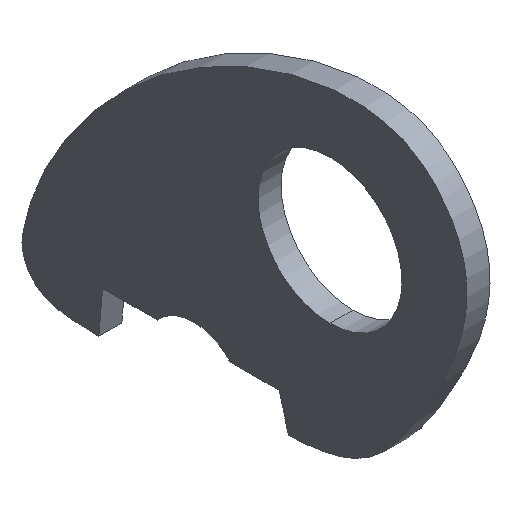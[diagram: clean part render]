
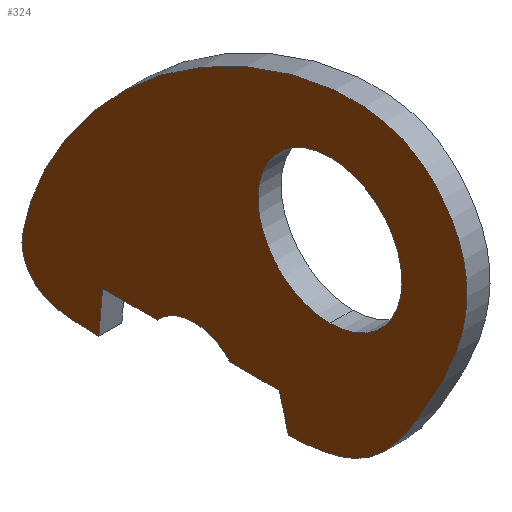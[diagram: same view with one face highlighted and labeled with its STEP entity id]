
A CAD part, isometric view. The second image highlights one B-rep face of the part: STEP entity #324.
In plain terms, the highlighted planar face has unit normal (-1, 0, 0).
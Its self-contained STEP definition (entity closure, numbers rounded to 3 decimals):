
#2 = CARTESIAN_POINT ( 'NONE',  ( -0.4, 0., 0. ) ) ;
#3 = AXIS2_PLACEMENT_3D ( 'NONE', #2, #442, #181 ) ;
#15 = FACE_BOUND ( 'NONE', #231, .T. ) ;
#17 = CIRCLE ( 'NONE', #236, 2.5 ) ;
#19 = VERTEX_POINT ( 'NONE', #229 ) ;
#20 = LINE ( 'NONE', #271, #333 ) ;
#22 = ORIENTED_EDGE ( 'NONE', *, *, #383, .F. ) ;
#29 = DIRECTION ( 'NONE',  ( 0., 0., -1. ) ) ;
#36 = EDGE_CURVE ( 'NONE', #223, #352, #17, .T. ) ;
#37 = CARTESIAN_POINT ( 'NONE',  ( -0.4, 1.443, -6.591 ) ) ;
#42 = CARTESIAN_POINT ( 'NONE',  ( -0.4, -4.695, -1.007 ) ) ;
#44 = EDGE_CURVE ( 'NONE', #150, #126, #387, .T. ) ;
#48 = AXIS2_PLACEMENT_3D ( 'NONE', #85, #264, #454 ) ;
#51 = DIRECTION ( 'NONE',  ( 0., 0., -1. ) ) ;
#52 = VERTEX_POINT ( 'NONE', #285 ) ;
#54 = ORIENTED_EDGE ( 'NONE', *, *, #377, .F. ) ;
#57 = ORIENTED_EDGE ( 'NONE', *, *, #36, .T. ) ;
#61 = DIRECTION ( 'NONE',  ( 0., 1., 0. ) ) ;
#66 = DIRECTION ( 'NONE',  ( 0., 1., 0. ) ) ;
#70 = CARTESIAN_POINT ( 'NONE',  ( -0.4, 10.683, -5.185 ) ) ;
#73 = CARTESIAN_POINT ( 'NONE',  ( -0.4, 1.762, -5.4 ) ) ;
#79 = DIRECTION ( 'NONE',  ( 0., 0., -1. ) ) ;
#80 = EDGE_CURVE ( 'NONE', #124, #380, #100, .T. ) ;
#85 = CARTESIAN_POINT ( 'NONE',  ( -0.4, -3.969, 3.122 ) ) ;
#92 = EDGE_LOOP ( 'NONE', ( #304, #54, #455, #336, #339, #147, #22, #389, #128 ) ) ;
#99 = LINE ( 'NONE', #171, #122 ) ;
#100 = LINE ( 'NONE', #102, #308 ) ;
#102 = CARTESIAN_POINT ( 'NONE',  ( -0.4, 3.462, -5.4 ) ) ;
#108 = CARTESIAN_POINT ( 'NONE',  ( -0.4, -2.057, -5.635 ) ) ;
#114 = DIRECTION ( 'NONE',  ( 0., 0.259, 0.966 ) ) ;
#117 = CARTESIAN_POINT ( 'NONE',  ( -0.4, 9.636, -6.759 ) ) ;
#122 = VECTOR ( 'NONE', #66, 1000. ) ;
#124 = VERTEX_POINT ( 'NONE', #404 ) ;
#126 = VERTEX_POINT ( 'NONE', #137 ) ;
#128 = ORIENTED_EDGE ( 'NONE', *, *, #246, .F. ) ;
#132 = DIRECTION ( 'NONE',  ( -1., 0., 0. ) ) ;
#136 = DIRECTION ( 'NONE',  ( 0., 0., -1. ) ) ;
#137 = CARTESIAN_POINT ( 'NONE',  ( -0.4, 6.001, -5.4 ) ) ;
#147 = ORIENTED_EDGE ( 'NONE', *, *, #44, .F. ) ;
#150 = VERTEX_POINT ( 'NONE', #169 ) ;
#161 = CARTESIAN_POINT ( 'NONE',  ( -0.4, 8.733, -6.902 ) ) ;
#169 = CARTESIAN_POINT ( 'NONE',  ( -0.4, 4.732, -4.831 ) ) ;
#171 = CARTESIAN_POINT ( 'NONE',  ( -0.4, 7.901, -5.4 ) ) ;
#177 = ORIENTED_EDGE ( 'NONE', *, *, #252, .T. ) ;
#179 = B_SPLINE_CURVE_WITH_KNOTS ( 'NONE', 3,
 ( #354, #161, #313, #117 ),
 .UNSPECIFIED., .F., .F.,
 ( 4, 4 ),
 ( 0.936, 1. ),
 .UNSPECIFIED. ) ;
#181 = DIRECTION ( 'NONE',  ( 0., 0., -1. ) ) ;
#188 = CARTESIAN_POINT ( 'NONE',  ( -0.4, 0., -2.5 ) ) ;
#198 = CARTESIAN_POINT ( 'NONE',  ( -0.4, 9.3, -5.4 ) ) ;
#209 = CARTESIAN_POINT ( 'NONE',  ( -0.4, 4.732, -6.531 ) ) ;
#211 = CARTESIAN_POINT ( 'NONE',  ( -0.4, 8.033, -6.91 ) ) ;
#212 = CARTESIAN_POINT ( 'NONE',  ( -0.4, 0., 0. ) ) ;
#217 = CARTESIAN_POINT ( 'NONE',  ( -0.4, -1.577, 5.559 ) ) ;
#223 = VERTEX_POINT ( 'NONE', #297 ) ;
#224 = CARTESIAN_POINT ( 'NONE',  ( -0.4, 3.462, -5.4 ) ) ;
#228 = CIRCLE ( 'NONE', #269, 1.7 ) ;
#229 = CARTESIAN_POINT ( 'NONE',  ( -0.4, 1.443, -6.591 ) ) ;
#230 = DIRECTION ( 'NONE',  ( -1., 0., 0. ) ) ;
#231 = EDGE_LOOP ( 'NONE', ( #57, #177 ) ) ;
#236 = AXIS2_PLACEMENT_3D ( 'NONE', #212, #370, #29 ) ;
#237 = EDGE_CURVE ( 'NONE', #52, #19, #470, .T. ) ;
#242 = AXIS2_PLACEMENT_3D ( 'NONE', #198, #461, #79 ) ;
#246 = EDGE_CURVE ( 'NONE', #19, #124, #259, .T. ) ;
#251 = VECTOR ( 'NONE', #114, 1000. ) ;
#252 = EDGE_CURVE ( 'NONE', #352, #223, #371, .T. ) ;
#259 = LINE ( 'NONE', #73, #251 ) ;
#264 = DIRECTION ( 'NONE',  ( -1., 0., 0. ) ) ;
#267 = CIRCLE ( 'NONE', #242, 1.4 ) ;
#269 = AXIS2_PLACEMENT_3D ( 'NONE', #305, #230, #51 ) ;
#271 = CARTESIAN_POINT ( 'NONE',  ( -0.4, 8.033, -6.91 ) ) ;
#274 = VERTEX_POINT ( 'NONE', #338 ) ;
#285 = CARTESIAN_POINT ( 'NONE',  ( -0.4, 10.683, -5.185 ) ) ;
#297 = CARTESIAN_POINT ( 'NONE',  ( -0.4, 0., 2.5 ) ) ;
#302 = AXIS2_PLACEMENT_3D ( 'NONE', #209, #132, #136 ) ;
#303 = CARTESIAN_POINT ( 'NONE',  ( -0.4, -5.359, 1.87 ) ) ;
#304 = ORIENTED_EDGE ( 'NONE', *, *, #237, .F. ) ;
#305 = CARTESIAN_POINT ( 'NONE',  ( -0.4, 4.732, -6.531 ) ) ;
#308 = VECTOR ( 'NONE', #61, 1000. ) ;
#313 = CARTESIAN_POINT ( 'NONE',  ( -0.4, 9.296, -6.858 ) ) ;
#314 = EDGE_CURVE ( 'NONE', #274, #452, #20, .T. ) ;
#324 = ADVANCED_FACE ( 'NONE', ( #394, #15 ), #390, .T. ) ;
#330 = CARTESIAN_POINT ( 'NONE',  ( -0.4, 6.707, 3.037 ) ) ;
#333 = VECTOR ( 'NONE', #343, 1000. ) ;
#336 = ORIENTED_EDGE ( 'NONE', *, *, #314, .F. ) ;
#338 = CARTESIAN_POINT ( 'NONE',  ( -0.4, 7.901, -5.4 ) ) ;
#339 = ORIENTED_EDGE ( 'NONE', *, *, #444, .F. ) ;
#343 = DIRECTION ( 'NONE',  ( 0., 0.087, -0.996 ) ) ;
#352 = VERTEX_POINT ( 'NONE', #188 ) ;
#354 = CARTESIAN_POINT ( 'NONE',  ( -0.4, 8.033, -6.91 ) ) ;
#366 = CARTESIAN_POINT ( 'NONE',  ( -0.4, 9.636, -6.759 ) ) ;
#368 = EDGE_CURVE ( 'NONE', #452, #447, #179, .T. ) ;
#370 = DIRECTION ( 'NONE',  ( 1., 0., 0. ) ) ;
#371 = CIRCLE ( 'NONE', #3, 2.5 ) ;
#372 = CARTESIAN_POINT ( 'NONE',  ( -0.4, 10.325, -2.876 ) ) ;
#377 = EDGE_CURVE ( 'NONE', #447, #52, #267, .T. ) ;
#380 = VERTEX_POINT ( 'NONE', #224 ) ;
#383 = EDGE_CURVE ( 'NONE', #380, #150, #228, .T. ) ;
#387 = CIRCLE ( 'NONE', #302, 1.7 ) ;
#389 = ORIENTED_EDGE ( 'NONE', *, *, #80, .F. ) ;
#390 = PLANE ( 'NONE',  #48 ) ;
#394 = FACE_OUTER_BOUND ( 'NONE', #92, .T. ) ;
#404 = CARTESIAN_POINT ( 'NONE',  ( -0.4, 1.762, -5.4 ) ) ;
#442 = DIRECTION ( 'NONE',  ( 1., 0., 0. ) ) ;
#444 = EDGE_CURVE ( 'NONE', #126, #274, #99, .T. ) ;
#447 = VERTEX_POINT ( 'NONE', #366 ) ;
#451 = CARTESIAN_POINT ( 'NONE',  ( -0.4, -0.939, -6.507 ) ) ;
#452 = VERTEX_POINT ( 'NONE', #211 ) ;
#454 = DIRECTION ( 'NONE',  ( 0., 0., 1. ) ) ;
#455 = ORIENTED_EDGE ( 'NONE', *, *, #368, .F. ) ;
#461 = DIRECTION ( 'NONE',  ( 1., 0., 0. ) ) ;
#470 = B_SPLINE_CURVE_WITH_KNOTS ( 'NONE', 3,
 ( #70, #372, #330, #217, #303, #42, #108, #451, #37 ),
 .UNSPECIFIED., .F., .F.,
 ( 4, 1, 1, 1, 1, 1, 4 ),
 ( 0., 0.18, 0.347, 0.387, 0.552, 0.593, 0.772 ),
 .UNSPECIFIED. ) ;
